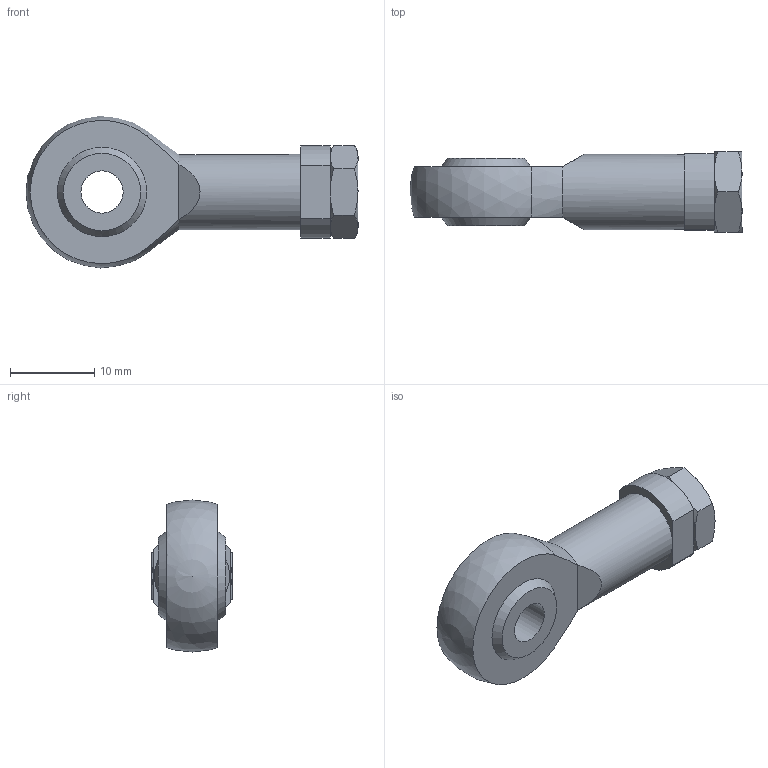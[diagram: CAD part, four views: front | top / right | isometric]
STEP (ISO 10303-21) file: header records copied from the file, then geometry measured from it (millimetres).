
FILE_DESCRIPTION(/* description */ ('STEP AP214'),/* implementation_level */ '2;1');
FILE_NAME(/* name */ '532694_SGS-10-32',/* time_stamp */ '2024-09-15T04:16:11+02:00',/* author */ ('License CC BY-ND 4.0'),/* organization */ ('CADENAS'),/* preprocessor_version */ 'ST-DEVELOPER v19.3',/* originating_system */ 'PARTsolutions',/* authorisation */ ' ');
FILE_SCHEMA (('AUTOMOTIVE_DESIGN {1 0 10303 214 3 1 1}'));
Length unit declared in the file: millimetre
Products named in the file (3): 532694 SGS-10-32---(0_0); 532694 SGS-10-32---(S_0_0); 360650 10-32UNF-2B
Assembly tree (2 placements, depth 2):
  532694 SGS-10-32---(0_0)
    532694 SGS-10-32---(S_0_0)
    360650 10-32UNF-2B
Bounding box: 39.3 x 9.53 x 18 mm (x, y, z)
Volume: 2749.1 mm3; surface area: 1944.6 mm2
Topology: 2 solids, 2 shells, 45 faces, 110 edges, 71 vertices
Faces by surface type: plane 18, cone 18, cylinder 6, sphere 3
Full cylindrical faces by diameter (mm): 3.967 x2, 5 x1, 8.888 x1
Entity records: 1342 total; most frequent: CARTESIAN_POINT 293, DIRECTION 200, ORIENTED_EDGE 188, EDGE_CURVE 94, AXIS2_PLACEMENT_3D 86, VERTEX_POINT 67, FACE_BOUND 63, EDGE_LOOP 62
